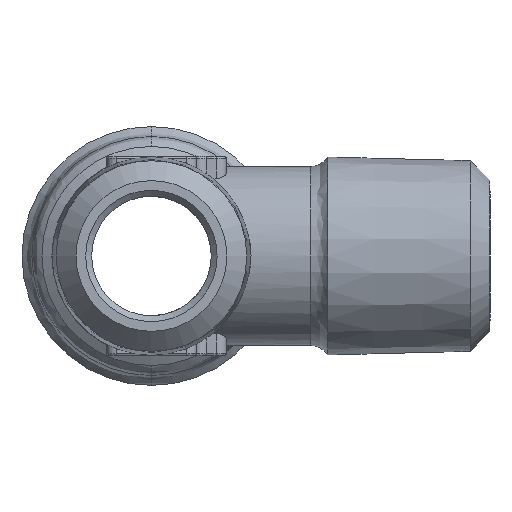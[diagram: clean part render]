
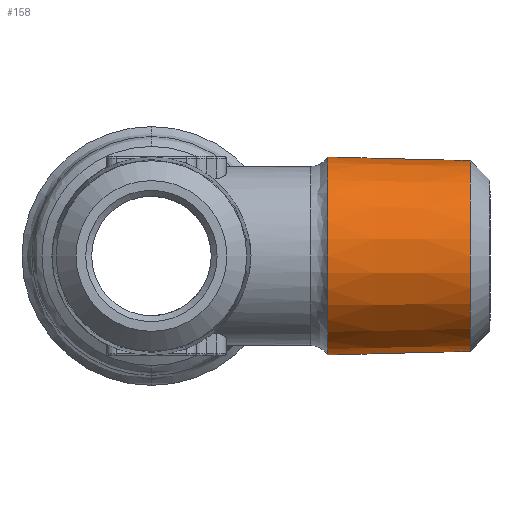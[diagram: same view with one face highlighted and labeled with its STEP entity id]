
A CAD part, left-side view. The second image highlights one B-rep face of the part: STEP entity #158.
In plain terms, the highlighted conical face has half-angle 1.47 degrees and reference radius 4.971 mm.
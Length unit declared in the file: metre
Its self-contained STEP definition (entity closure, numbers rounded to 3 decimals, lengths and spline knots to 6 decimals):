
#158 = ADVANCED_FACE( 'NONE', ( #394, #395 ), #396, .T. );
#394 = FACE_OUTER_BOUND( '', #843, .T. );
#395 = FACE_BOUND( '', #844, .T. );
#396 = CONICAL_SURFACE( '', #845, 0.004971, 0.026 );
#843 = EDGE_LOOP( '', ( #1806, #1807 ) );
#844 = EDGE_LOOP( '', ( #1808 ) );
#845 = AXIS2_PLACEMENT_3D( '', #1809, #1810, #1811 );
#1806 = ORIENTED_EDGE( '', *, *, #2544, .T. );
#1807 = ORIENTED_EDGE( '', *, *, #2545, .T. );
#1808 = ORIENTED_EDGE( '', *, *, #2455, .F. );
#1809 = CARTESIAN_POINT( '', ( 0., -0.008848, 0. ) );
#1810 = DIRECTION( '', ( 0., 1., 0. ) );
#1811 = DIRECTION( '', ( 0., 0., 1. ) );
#2455 = EDGE_CURVE( 'NONE', #2794, #2794, #2795, .T. );
#2544 = EDGE_CURVE( 'NONE', #2951, #2952, #2953, .T. );
#2545 = EDGE_CURVE( 'NONE', #2952, #2951, #2954, .T. );
#2794 = VERTEX_POINT( '', #3290 );
#2795 = CIRCLE( '', #3291, 0.004787 );
#2951 = VERTEX_POINT( 'NONE', #3622 );
#2952 = VERTEX_POINT( 'NONE', #3623 );
#2953 = CIRCLE( '', #3624, 0.004971 );
#2954 = CIRCLE( '', #3625, 0.004971 );
#3290 = CARTESIAN_POINT( '', ( 0., -0.016, 0.004787 ) );
#3291 = AXIS2_PLACEMENT_3D( '', #4391, #4392, #4393 );
#3622 = CARTESIAN_POINT( '', ( 0., -0.008848, 0.004971 ) );
#3623 = CARTESIAN_POINT( '', ( 0., -0.008848, -0.004971 ) );
#3624 = AXIS2_PLACEMENT_3D( '', #4522, #4523, #4524 );
#3625 = AXIS2_PLACEMENT_3D( '', #4525, #4526, #4527 );
#4391 = CARTESIAN_POINT( '', ( 0., -0.016, 0. ) );
#4392 = DIRECTION( '', ( 0., -1., 0. ) );
#4393 = DIRECTION( '', ( 0., 0., 1. ) );
#4522 = CARTESIAN_POINT( '', ( 0., -0.008848, 0. ) );
#4523 = DIRECTION( '', ( 0., -1., 0. ) );
#4524 = DIRECTION( '', ( 0., 0., 1. ) );
#4525 = CARTESIAN_POINT( '', ( 0., -0.008848, 0. ) );
#4526 = DIRECTION( '', ( 0., -1., 0. ) );
#4527 = DIRECTION( '', ( 0., 0., 1. ) );
